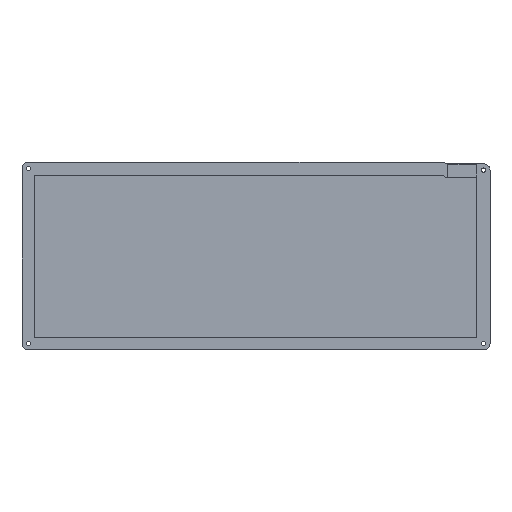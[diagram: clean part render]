
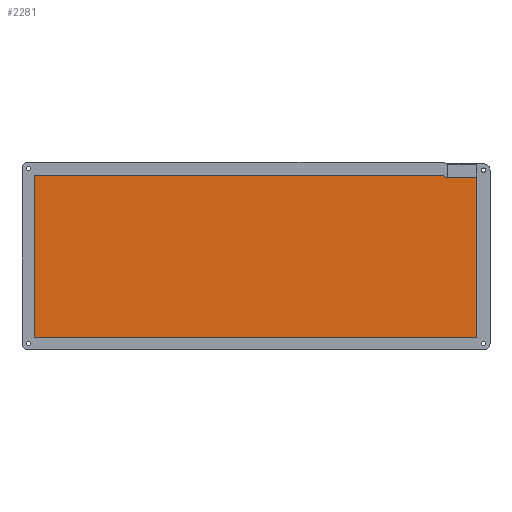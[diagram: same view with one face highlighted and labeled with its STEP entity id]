
A CAD part, top view. The second image highlights one B-rep face of the part: STEP entity #2281.
In plain terms, the highlighted planar face has unit normal (0, 0, 1).
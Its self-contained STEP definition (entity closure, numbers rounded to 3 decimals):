
#63=CIRCLE('',#2399,0.5);
#64=CIRCLE('',#2402,0.5);
#140=PLANE('',#2405);
#255=FACE_OUTER_BOUND('',#392,.T.);
#392=EDGE_LOOP('',(#2054,#2055,#2056,#2057,#2058,#2059,#2060,#2061));
#602=LINE('',#4221,#810);
#605=LINE('',#4229,#813);
#608=LINE('',#4235,#816);
#609=LINE('',#4237,#817);
#610=LINE('',#4239,#818);
#611=LINE('',#4240,#819);
#810=VECTOR('',#2795,10.);
#813=VECTOR('',#2804,10.);
#816=VECTOR('',#2811,10.);
#817=VECTOR('',#2812,10.);
#818=VECTOR('',#2813,10.);
#819=VECTOR('',#2814,10.);
#1122=VERTEX_POINT('',#4214);
#1123=VERTEX_POINT('',#4215);
#1124=VERTEX_POINT('',#4220);
#1125=VERTEX_POINT('',#4224);
#1126=VERTEX_POINT('',#4228);
#1127=VERTEX_POINT('',#4234);
#1128=VERTEX_POINT('',#4236);
#1129=VERTEX_POINT('',#4238);
#1437=EDGE_CURVE('',#1122,#1123,#63,.T.);
#1440=EDGE_CURVE('',#1122,#1124,#602,.T.);
#1442=EDGE_CURVE('',#1124,#1125,#64,.F.);
#1444=EDGE_CURVE('',#1125,#1126,#605,.T.);
#1447=EDGE_CURVE('',#1127,#1123,#608,.T.);
#1448=EDGE_CURVE('',#1128,#1127,#609,.T.);
#1449=EDGE_CURVE('',#1129,#1128,#610,.T.);
#1450=EDGE_CURVE('',#1126,#1129,#611,.T.);
#2054=ORIENTED_EDGE('',*,*,#1437,.T.);
#2055=ORIENTED_EDGE('',*,*,#1447,.F.);
#2056=ORIENTED_EDGE('',*,*,#1448,.F.);
#2057=ORIENTED_EDGE('',*,*,#1449,.F.);
#2058=ORIENTED_EDGE('',*,*,#1450,.F.);
#2059=ORIENTED_EDGE('',*,*,#1444,.F.);
#2060=ORIENTED_EDGE('',*,*,#1442,.F.);
#2061=ORIENTED_EDGE('',*,*,#1440,.F.);
#2281=ADVANCED_FACE('',(#255),#140,.T.);
#2399=AXIS2_PLACEMENT_3D('',#4216,#2789,#2790);
#2402=AXIS2_PLACEMENT_3D('',#4225,#2799,#2800);
#2405=AXIS2_PLACEMENT_3D('',#4233,#2809,#2810);
#2789=DIRECTION('center_axis',(0.,0.,1.));
#2790=DIRECTION('ref_axis',(0.296,0.955,0.));
#2795=DIRECTION('',(0.825,-0.565,0.));
#2799=DIRECTION('center_axis',(0.,0.,-1.));
#2800=DIRECTION('ref_axis',(-0.296,-0.955,0.));
#2804=DIRECTION('',(1.,0.,0.));
#2809=DIRECTION('center_axis',(0.,0.,1.));
#2810=DIRECTION('ref_axis',(1.,0.,0.));
#2811=DIRECTION('',(1.,0.,0.));
#2812=DIRECTION('',(0.,1.,0.));
#2813=DIRECTION('',(-1.,0.,0.));
#2814=DIRECTION('',(0.,-1.,0.));
#4214=CARTESIAN_POINT('',(328.301,19.915,3.));
#4215=CARTESIAN_POINT('',(328.019,20.002,3.));
#4216=CARTESIAN_POINT('Origin',(328.019,19.502,3.));
#4220=CARTESIAN_POINT('',(329.91,18.813,3.));
#4221=CARTESIAN_POINT('',(293.069,44.039,3.));
#4224=CARTESIAN_POINT('',(330.193,18.725,3.));
#4225=CARTESIAN_POINT('Origin',(330.193,19.225,3.));
#4228=CARTESIAN_POINT('',(353.838,18.725,3.));
#4229=CARTESIAN_POINT('',(255.965,18.725,3.));
#4233=CARTESIAN_POINT('Origin',(181.893,-43.024,3.));
#4234=CARTESIAN_POINT('',(9.947,20.002,3.));
#4235=CARTESIAN_POINT('',(95.92,20.002,3.));
#4236=CARTESIAN_POINT('',(9.947,-106.05,3.));
#4237=CARTESIAN_POINT('',(9.947,-74.537,3.));
#4238=CARTESIAN_POINT('',(353.838,-106.05,3.));
#4239=CARTESIAN_POINT('',(267.865,-106.05,3.));
#4240=CARTESIAN_POINT('',(353.838,-12.149,3.));
